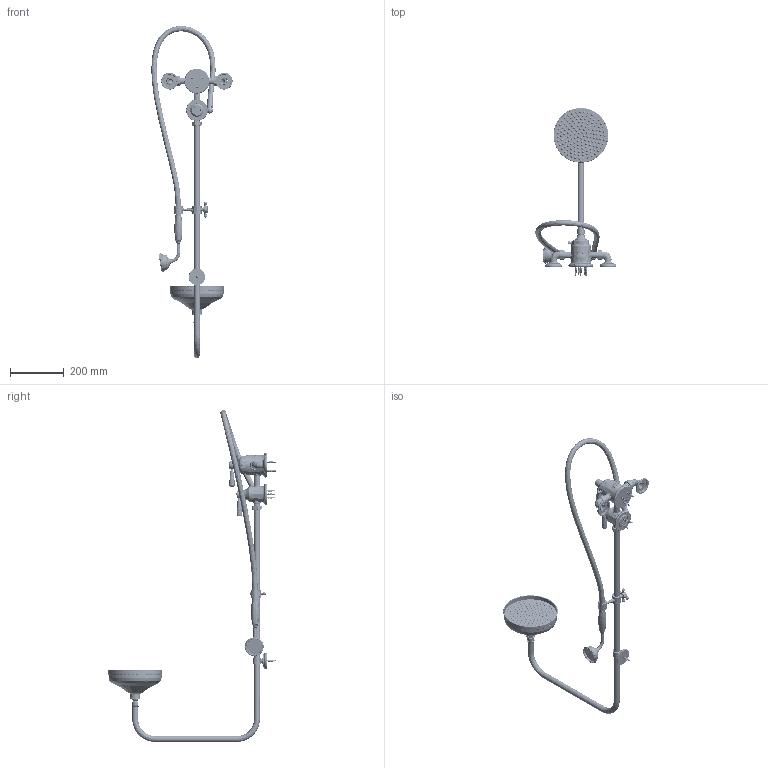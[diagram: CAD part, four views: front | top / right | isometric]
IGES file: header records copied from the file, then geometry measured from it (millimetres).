
Global section: file name: V2K5A-CC  V2K5A-MM  V2K5A-WW  V2K5A-GBC; native system: Autodesk Inventor 2018; preprocessor: unknown; author: aduggalther; date: 20181024.153717; units: millimetre
Bounding box: 302.62 x 628.09 x 1238.25 mm (x, y, z)
Volume: 2586172.5 mm3; surface area: 871290.8 mm2
Topology: 136 solids, 152 shells, 5952 faces, 16524 edges, 11231 vertices
Faces by surface type: bspline 5952
